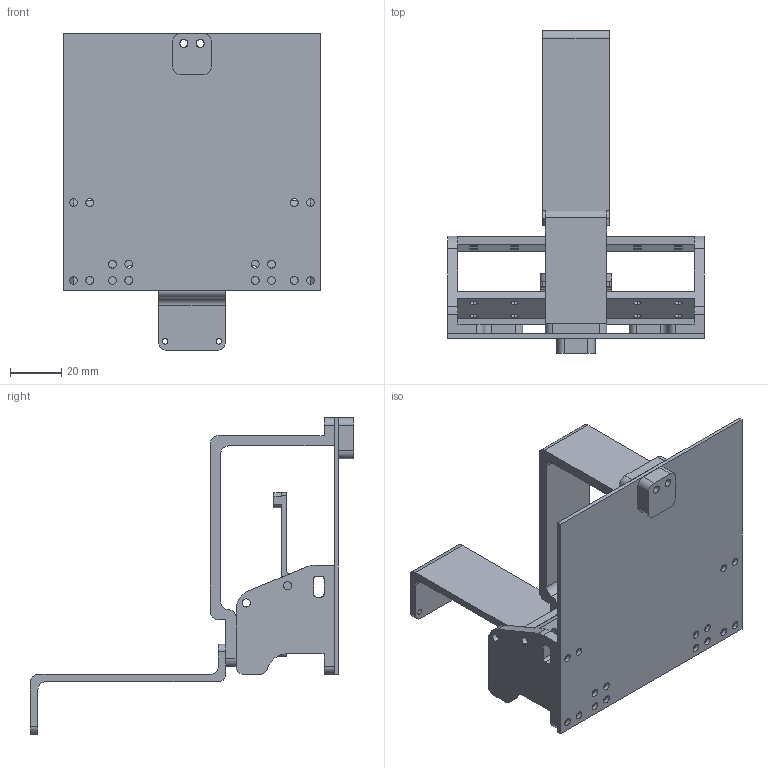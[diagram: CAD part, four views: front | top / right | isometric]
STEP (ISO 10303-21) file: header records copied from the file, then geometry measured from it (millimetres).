
FILE_DESCRIPTION (( 'STEP AP214' ), '1' );
FILE_NAME ('motorBase.STEP', '2024-05-29T17:46:57', ( '' ), ( '' ), 'SwSTEP 2.0', 'SolidWorks 2023', '' );
FILE_SCHEMA (( 'AUTOMOTIVE_DESIGN' ));
Length unit declared in the file: millimetre
Products named in the file (1): motorBase
Bounding box: 100.33 x 126.49 x 123.83 mm (x, y, z)
Volume: 70967.6 mm3; surface area: 59834.1 mm2
Topology: 7 solids, 7 shells, 466 faces, 1316 edges, 872 vertices
Faces by surface type: cylinder 247, plane 215, bspline 4
Entity records: 15667 total; most frequent: CARTESIAN_POINT 2815, DIRECTION 2672, ORIENTED_EDGE 2632, EDGE_CURVE 1316, AXIS2_PLACEMENT_3D 929, VERTEX_POINT 872, LINE 814, VECTOR 814
